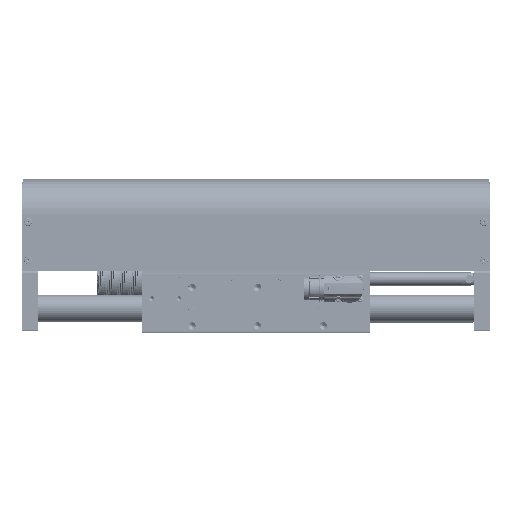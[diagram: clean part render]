
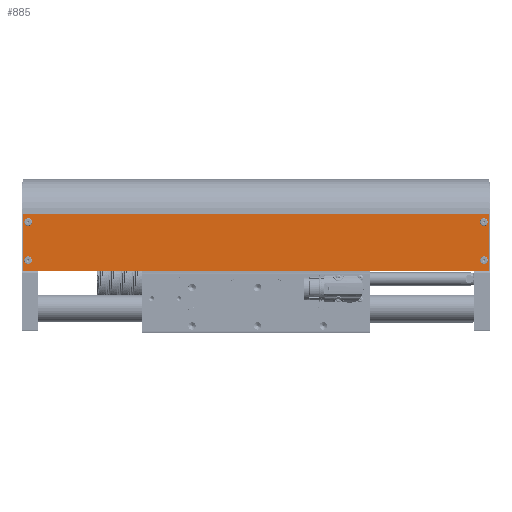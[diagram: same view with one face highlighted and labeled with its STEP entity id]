
A CAD part, top view. The second image highlights one B-rep face of the part: STEP entity #885.
In plain terms, the highlighted face is planar.
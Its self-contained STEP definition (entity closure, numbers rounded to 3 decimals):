
#885 = ADVANCED_FACE ( 'NONE', ( #16193, #57039, #38290, #78609, #22791 ), #59109, .F. ) ;
#1524 = ORIENTED_EDGE ( 'NONE', *, *, #56840, .T. ) ;
#2934 = DIRECTION ( 'NONE',  ( 0., 1., 0. ) ) ;
#4095 = VECTOR ( 'NONE', #79490, 1000. ) ;
#4456 = AXIS2_PLACEMENT_3D ( 'NONE', #18244, #9090, #2934 ) ;
#4497 = CARTESIAN_POINT ( 'NONE',  ( -32., 0., 427. ) ) ;
#5001 = ORIENTED_EDGE ( 'NONE', *, *, #40733, .F. ) ;
#5554 = EDGE_CURVE ( 'NONE', #70884, #59250, #27092, .T. ) ;
#9090 = DIRECTION ( 'NONE',  ( 1., 0., 0. ) ) ;
#9865 = DIRECTION ( 'NONE',  ( 0., 0., 1. ) ) ;
#12645 = AXIS2_PLACEMENT_3D ( 'NONE', #81292, #26768, #74219 ) ;
#13823 = DIRECTION ( 'NONE',  ( 0., 0., 1. ) ) ;
#15475 = CARTESIAN_POINT ( 'NONE',  ( -32., -51.5, 0. ) ) ;
#15693 = VECTOR ( 'NONE', #30646, 1000. ) ;
#16193 = FACE_OUTER_BOUND ( 'NONE', #24555, .T. ) ;
#18244 = CARTESIAN_POINT ( 'NONE',  ( -32., 0., 427. ) ) ;
#22791 = FACE_BOUND ( 'NONE', #48520, .T. ) ;
#22999 = VERTEX_POINT ( 'NONE', #82720 ) ;
#23687 = DIRECTION ( 'NONE',  ( 0., 0., 1. ) ) ;
#24555 = EDGE_LOOP ( 'NONE', ( #49584, #46978, #76797, #1524 ) ) ;
#25347 = AXIS2_PLACEMENT_3D ( 'NONE', #40945, #60437, #13823 ) ;
#25772 = CARTESIAN_POINT ( 'NONE',  ( -32., 0., 0. ) ) ;
#26768 = DIRECTION ( 'NONE',  ( -1., 0., 0. ) ) ;
#27092 = LINE ( 'NONE', #25772, #4095 ) ;
#30646 = DIRECTION ( 'NONE',  ( 0., -1., 0. ) ) ;
#31393 = CIRCLE ( 'NONE', #76692, 2.4 ) ;
#31686 = LINE ( 'NONE', #58368, #45494 ) ;
#31916 = EDGE_LOOP ( 'NONE', ( #74252 ) ) ;
#32072 = DIRECTION ( 'NONE',  ( 0., 0., -1. ) ) ;
#34630 = EDGE_LOOP ( 'NONE', ( #51740 ) ) ;
#38290 = FACE_BOUND ( 'NONE', #85943, .T. ) ;
#38404 = VERTEX_POINT ( 'NONE', #86643 ) ;
#40733 = EDGE_CURVE ( 'NONE', #38404, #38404, #31393, .T. ) ;
#40945 = CARTESIAN_POINT ( 'NONE',  ( -32., -42., 5. ) ) ;
#41847 = VECTOR ( 'NONE', #32072, 1000. ) ;
#43281 = CIRCLE ( 'NONE', #68725, 2.4 ) ;
#43611 = CARTESIAN_POINT ( 'NONE',  ( -32., -7., 422. ) ) ;
#43701 = CIRCLE ( 'NONE', #12645, 2.4 ) ;
#43937 = VERTEX_POINT ( 'NONE', #71785 ) ;
#45494 = VECTOR ( 'NONE', #23687, 1000. ) ;
#46978 = ORIENTED_EDGE ( 'NONE', *, *, #53720, .T. ) ;
#48520 = EDGE_LOOP ( 'NONE', ( #55408 ) ) ;
#49584 = ORIENTED_EDGE ( 'NONE', *, *, #5554, .T. ) ;
#50189 = CARTESIAN_POINT ( 'NONE',  ( -32., -42., 422. ) ) ;
#50965 = EDGE_CURVE ( 'NONE', #43937, #43937, #69231, .T. ) ;
#51329 = VERTEX_POINT ( 'NONE', #71675 ) ;
#51740 = ORIENTED_EDGE ( 'NONE', *, *, #50965, .F. ) ;
#53720 = EDGE_CURVE ( 'NONE', #59250, #22999, #31686, .T. ) ;
#55408 = ORIENTED_EDGE ( 'NONE', *, *, #78546, .F. ) ;
#55805 = VERTEX_POINT ( 'NONE', #61167 ) ;
#56840 = EDGE_CURVE ( 'NONE', #82217, #70884, #85737, .T. ) ;
#57039 = FACE_BOUND ( 'NONE', #31916, .T. ) ;
#58368 = CARTESIAN_POINT ( 'NONE',  ( -32., -51.5, 427. ) ) ;
#59109 = PLANE ( 'NONE',  #4456 ) ;
#59250 = VERTEX_POINT ( 'NONE', #15475 ) ;
#59557 = EDGE_CURVE ( 'NONE', #51329, #51329, #43281, .T. ) ;
#60437 = DIRECTION ( 'NONE',  ( -1., 0., 0. ) ) ;
#61167 = CARTESIAN_POINT ( 'NONE',  ( -32., -7., 7.4 ) ) ;
#61295 = CARTESIAN_POINT ( 'NONE',  ( -32., 0., 0. ) ) ;
#63502 = DIRECTION ( 'NONE',  ( -1., 0., 0. ) ) ;
#65360 = CARTESIAN_POINT ( 'NONE',  ( -32., 0., 427. ) ) ;
#68725 = AXIS2_PLACEMENT_3D ( 'NONE', #50189, #63502, #77220 ) ;
#69231 = CIRCLE ( 'NONE', #25347, 2.4 ) ;
#70592 = DIRECTION ( 'NONE',  ( -1., 0., 0. ) ) ;
#70884 = VERTEX_POINT ( 'NONE', #61295 ) ;
#71675 = CARTESIAN_POINT ( 'NONE',  ( -32., -42., 424.4 ) ) ;
#71785 = CARTESIAN_POINT ( 'NONE',  ( -32., -42., 7.4 ) ) ;
#72832 = EDGE_CURVE ( 'NONE', #82217, #22999, #84314, .T. ) ;
#74219 = DIRECTION ( 'NONE',  ( 0., 0., 1. ) ) ;
#74252 = ORIENTED_EDGE ( 'NONE', *, *, #59557, .F. ) ;
#76692 = AXIS2_PLACEMENT_3D ( 'NONE', #43611, #70592, #9865 ) ;
#76797 = ORIENTED_EDGE ( 'NONE', *, *, #72832, .F. ) ;
#77220 = DIRECTION ( 'NONE',  ( 0., 0., 1. ) ) ;
#78546 = EDGE_CURVE ( 'NONE', #55805, #55805, #43701, .T. ) ;
#78609 = FACE_BOUND ( 'NONE', #34630, .T. ) ;
#79490 = DIRECTION ( 'NONE',  ( 0., -1., 0. ) ) ;
#81292 = CARTESIAN_POINT ( 'NONE',  ( -32., -7., 5. ) ) ;
#81654 = CARTESIAN_POINT ( 'NONE',  ( -32., 0., 427. ) ) ;
#82217 = VERTEX_POINT ( 'NONE', #81654 ) ;
#82720 = CARTESIAN_POINT ( 'NONE',  ( -32., -51.5, 427. ) ) ;
#84314 = LINE ( 'NONE', #4497, #15693 ) ;
#85737 = LINE ( 'NONE', #65360, #41847 ) ;
#85943 = EDGE_LOOP ( 'NONE', ( #5001 ) ) ;
#86643 = CARTESIAN_POINT ( 'NONE',  ( -32., -7., 424.4 ) ) ;
